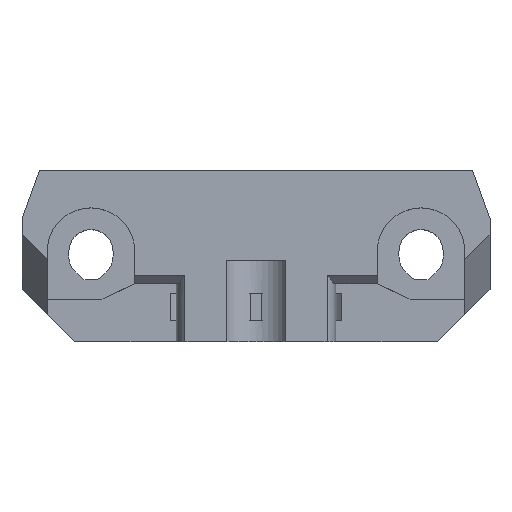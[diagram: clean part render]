
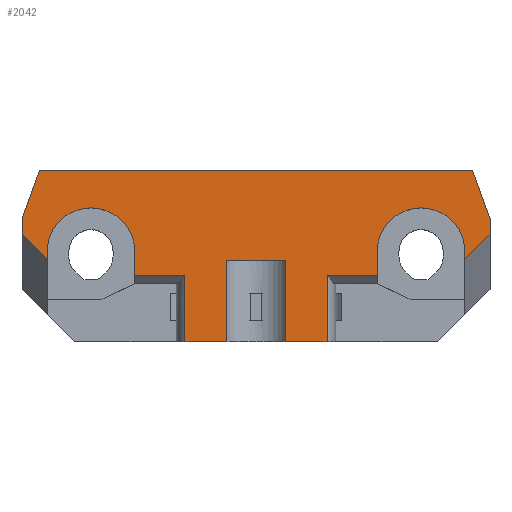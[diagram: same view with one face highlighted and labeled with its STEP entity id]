
A CAD part, top view. The second image highlights one B-rep face of the part: STEP entity #2042.
In plain terms, the highlighted planar face has unit normal (0, 0, 1).
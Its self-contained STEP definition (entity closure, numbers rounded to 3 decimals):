
#38=CIRCLE('',#2181,5.25);
#39=CIRCLE('',#2182,5.25);
#75=FACE_OUTER_BOUND('',#188,.T.);
#188=EDGE_LOOP('',(#1353,#1354,#1355,#1356,#1357,#1358,#1359,#1360,#1361,
#1362,#1363,#1364,#1365,#1366,#1367,#1368,#1369,#1370,#1371,#1372,#1373,
#1374));
#305=LINE('',#2898,#569);
#313=LINE('',#2920,#577);
#314=LINE('',#2923,#578);
#318=LINE('',#2931,#582);
#319=LINE('',#2935,#583);
#320=LINE('',#2937,#584);
#321=LINE('',#2939,#585);
#322=LINE('',#2941,#586);
#323=LINE('',#2943,#587);
#324=LINE('',#2945,#588);
#325=LINE('',#2947,#589);
#326=LINE('',#2949,#590);
#327=LINE('',#2951,#591);
#328=LINE('',#2954,#592);
#329=LINE('',#2956,#593);
#330=LINE('',#2958,#594);
#331=LINE('',#2960,#595);
#332=LINE('',#2962,#596);
#333=LINE('',#2964,#597);
#334=LINE('',#2965,#598);
#569=VECTOR('',#2329,10.);
#577=VECTOR('',#2347,10.);
#578=VECTOR('',#2350,10.);
#582=VECTOR('',#2356,10.);
#583=VECTOR('',#2359,10.);
#584=VECTOR('',#2360,10.);
#585=VECTOR('',#2361,10.);
#586=VECTOR('',#2362,10.);
#587=VECTOR('',#2363,10.);
#588=VECTOR('',#2364,10.);
#589=VECTOR('',#2365,10.);
#590=VECTOR('',#2366,10.);
#591=VECTOR('',#2367,10.);
#592=VECTOR('',#2370,10.);
#593=VECTOR('',#2371,10.);
#594=VECTOR('',#2372,10.);
#595=VECTOR('',#2373,10.);
#596=VECTOR('',#2374,10.);
#597=VECTOR('',#2375,10.);
#598=VECTOR('',#2376,10.);
#833=VERTEX_POINT('',#2895);
#834=VERTEX_POINT('',#2897);
#840=VERTEX_POINT('',#2913);
#843=VERTEX_POINT('',#2918);
#844=VERTEX_POINT('',#2922);
#847=VERTEX_POINT('',#2930);
#848=VERTEX_POINT('',#2932);
#849=VERTEX_POINT('',#2934);
#850=VERTEX_POINT('',#2936);
#851=VERTEX_POINT('',#2938);
#852=VERTEX_POINT('',#2940);
#853=VERTEX_POINT('',#2942);
#854=VERTEX_POINT('',#2944);
#855=VERTEX_POINT('',#2946);
#856=VERTEX_POINT('',#2948);
#857=VERTEX_POINT('',#2950);
#858=VERTEX_POINT('',#2953);
#859=VERTEX_POINT('',#2955);
#860=VERTEX_POINT('',#2957);
#861=VERTEX_POINT('',#2959);
#862=VERTEX_POINT('',#2961);
#863=VERTEX_POINT('',#2963);
#1033=EDGE_CURVE('',#833,#834,#305,.T.);
#1044=EDGE_CURVE('',#843,#840,#313,.T.);
#1045=EDGE_CURVE('',#844,#840,#314,.T.);
#1049=EDGE_CURVE('',#833,#847,#318,.T.);
#1050=EDGE_CURVE('',#847,#848,#38,.T.);
#1051=EDGE_CURVE('',#848,#849,#319,.T.);
#1052=EDGE_CURVE('',#850,#849,#320,.T.);
#1053=EDGE_CURVE('',#850,#851,#321,.T.);
#1054=EDGE_CURVE('',#851,#852,#322,.T.);
#1055=EDGE_CURVE('',#852,#853,#323,.T.);
#1056=EDGE_CURVE('',#853,#854,#324,.T.);
#1057=EDGE_CURVE('',#854,#855,#325,.T.);
#1058=EDGE_CURVE('',#856,#855,#326,.T.);
#1059=EDGE_CURVE('',#856,#857,#327,.T.);
#1060=EDGE_CURVE('',#857,#844,#39,.T.);
#1061=EDGE_CURVE('',#843,#858,#328,.T.);
#1062=EDGE_CURVE('',#858,#859,#329,.T.);
#1063=EDGE_CURVE('',#859,#860,#330,.T.);
#1064=EDGE_CURVE('',#860,#861,#331,.T.);
#1065=EDGE_CURVE('',#861,#862,#332,.T.);
#1066=EDGE_CURVE('',#862,#863,#333,.T.);
#1067=EDGE_CURVE('',#863,#834,#334,.T.);
#1353=ORIENTED_EDGE('',*,*,#1033,.F.);
#1354=ORIENTED_EDGE('',*,*,#1049,.T.);
#1355=ORIENTED_EDGE('',*,*,#1050,.T.);
#1356=ORIENTED_EDGE('',*,*,#1051,.T.);
#1357=ORIENTED_EDGE('',*,*,#1052,.F.);
#1358=ORIENTED_EDGE('',*,*,#1053,.T.);
#1359=ORIENTED_EDGE('',*,*,#1054,.T.);
#1360=ORIENTED_EDGE('',*,*,#1055,.T.);
#1361=ORIENTED_EDGE('',*,*,#1056,.T.);
#1362=ORIENTED_EDGE('',*,*,#1057,.T.);
#1363=ORIENTED_EDGE('',*,*,#1058,.F.);
#1364=ORIENTED_EDGE('',*,*,#1059,.T.);
#1365=ORIENTED_EDGE('',*,*,#1060,.T.);
#1366=ORIENTED_EDGE('',*,*,#1045,.T.);
#1367=ORIENTED_EDGE('',*,*,#1044,.F.);
#1368=ORIENTED_EDGE('',*,*,#1061,.T.);
#1369=ORIENTED_EDGE('',*,*,#1062,.T.);
#1370=ORIENTED_EDGE('',*,*,#1063,.T.);
#1371=ORIENTED_EDGE('',*,*,#1064,.T.);
#1372=ORIENTED_EDGE('',*,*,#1065,.T.);
#1373=ORIENTED_EDGE('',*,*,#1066,.T.);
#1374=ORIENTED_EDGE('',*,*,#1067,.T.);
#1942=PLANE('',#2180);
#2042=ADVANCED_FACE('',(#75),#1942,.T.);
#2180=AXIS2_PLACEMENT_3D('',#2929,#2354,#2355);
#2181=AXIS2_PLACEMENT_3D('',#2933,#2357,#2358);
#2182=AXIS2_PLACEMENT_3D('',#2952,#2368,#2369);
#2329=DIRECTION('',(-1.,0.,0.));
#2347=DIRECTION('',(-1.,0.,0.));
#2350=DIRECTION('',(0.,-1.,0.));
#2354=DIRECTION('center_axis',(0.,0.,1.));
#2355=DIRECTION('ref_axis',(1.,0.,0.));
#2356=DIRECTION('',(0.,1.,0.));
#2357=DIRECTION('center_axis',(0.,0.,-1.));
#2358=DIRECTION('ref_axis',(1.,0.,0.));
#2359=DIRECTION('',(0.,-1.,0.));
#2360=DIRECTION('',(-0.707,-0.707,0.));
#2361=DIRECTION('',(0.,1.,0.));
#2362=DIRECTION('',(-0.342,0.94,0.));
#2363=DIRECTION('',(-1.,0.,0.));
#2364=DIRECTION('',(-0.342,-0.94,0.));
#2365=DIRECTION('',(0.,-1.,0.));
#2366=DIRECTION('',(-0.707,0.707,0.));
#2367=DIRECTION('',(0.,1.,0.));
#2368=DIRECTION('center_axis',(0.,0.,-1.));
#2369=DIRECTION('ref_axis',(1.,0.,0.));
#2370=DIRECTION('',(0.,-1.,0.));
#2371=DIRECTION('',(1.,0.,0.));
#2372=DIRECTION('',(0.,1.,0.));
#2373=DIRECTION('',(1.,0.,0.));
#2374=DIRECTION('',(0.,-1.,0.));
#2375=DIRECTION('',(1.,0.,0.));
#2376=DIRECTION('',(0.,1.,0.));
#2895=CARTESIAN_POINT('',(14.5,7.95,9.4));
#2897=CARTESIAN_POINT('',(8.501,7.95,9.4));
#2898=CARTESIAN_POINT('',(4.387,7.95,9.4));
#2913=CARTESIAN_POINT('',(-14.5,7.95,9.4));
#2918=CARTESIAN_POINT('',(-8.501,7.95,9.4));
#2920=CARTESIAN_POINT('',(-4.387,7.95,9.4));
#2922=CARTESIAN_POINT('',(-14.5,10.75,9.4));
#2923=CARTESIAN_POINT('',(-14.5,10.75,9.4));
#2929=CARTESIAN_POINT('Origin',(0.,10.25,9.4));
#2930=CARTESIAN_POINT('',(14.5,10.75,9.4));
#2931=CARTESIAN_POINT('',(14.5,10.75,9.4));
#2932=CARTESIAN_POINT('',(25.,10.75,9.4));
#2933=CARTESIAN_POINT('Origin',(19.75,10.75,9.4));
#2934=CARTESIAN_POINT('',(25.,9.795,9.4));
#2935=CARTESIAN_POINT('',(25.,10.75,9.4));
#2936=CARTESIAN_POINT('',(28.,12.795,9.4));
#2937=CARTESIAN_POINT('',(17.165,1.96,9.4));
#2938=CARTESIAN_POINT('',(28.,14.75,9.4));
#2939=CARTESIAN_POINT('',(28.,0.,9.4));
#2940=CARTESIAN_POINT('',(25.907,20.5,9.4));
#2941=CARTESIAN_POINT('',(25.907,20.5,9.4));
#2942=CARTESIAN_POINT('',(-25.907,20.5,9.4));
#2943=CARTESIAN_POINT('',(28.,20.5,9.4));
#2944=CARTESIAN_POINT('',(-28.,14.75,9.4));
#2945=CARTESIAN_POINT('',(-25.907,20.5,9.4));
#2946=CARTESIAN_POINT('',(-28.,12.795,9.4));
#2947=CARTESIAN_POINT('',(-28.,20.5,9.4));
#2948=CARTESIAN_POINT('',(-25.,9.795,9.4));
#2949=CARTESIAN_POINT('',(-17.165,1.96,9.4));
#2950=CARTESIAN_POINT('',(-25.,10.75,9.4));
#2951=CARTESIAN_POINT('',(-25.,10.75,9.4));
#2952=CARTESIAN_POINT('Origin',(-19.75,10.75,9.4));
#2953=CARTESIAN_POINT('',(-8.501,0.,9.4));
#2954=CARTESIAN_POINT('',(-8.501,2.5,9.4));
#2955=CARTESIAN_POINT('',(-3.522,0.,9.4));
#2956=CARTESIAN_POINT('',(-28.,0.,9.4));
#2957=CARTESIAN_POINT('',(-3.522,9.75,9.4));
#2958=CARTESIAN_POINT('',(-3.522,0.,9.4));
#2959=CARTESIAN_POINT('',(3.522,9.75,9.4));
#2960=CARTESIAN_POINT('',(0.,9.75,9.4));
#2961=CARTESIAN_POINT('',(3.522,0.,9.4));
#2962=CARTESIAN_POINT('',(3.522,0.,9.4));
#2963=CARTESIAN_POINT('',(8.501,0.,9.4));
#2964=CARTESIAN_POINT('',(-28.,0.,9.4));
#2965=CARTESIAN_POINT('',(8.501,2.5,9.4));
